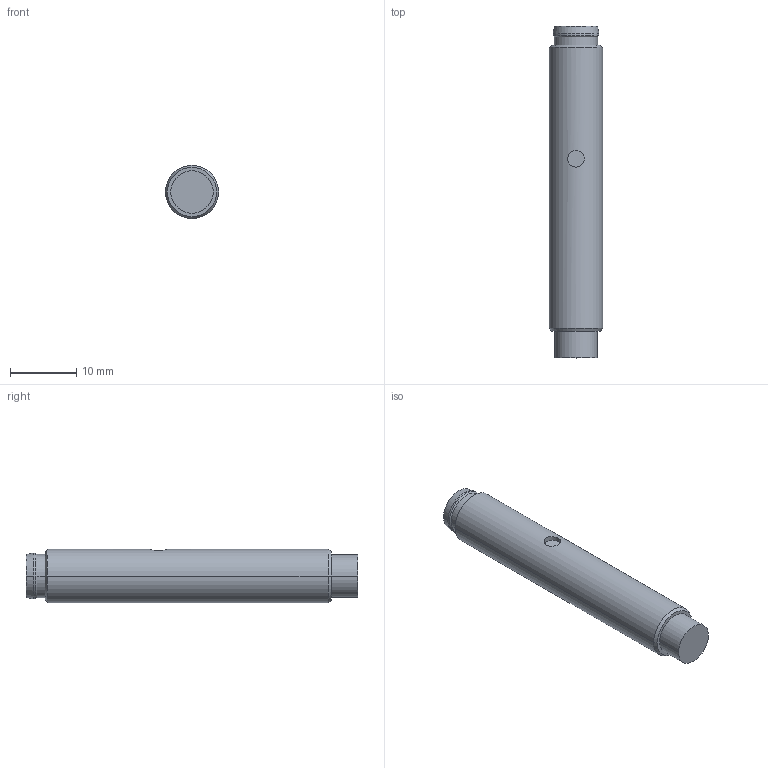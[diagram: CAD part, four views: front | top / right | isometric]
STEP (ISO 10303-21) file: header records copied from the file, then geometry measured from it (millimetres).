
FILE_DESCRIPTION((''),'2;1');
FILE_NAME('DM_CAD-1954_M_FADENKR_SCHRUMPF','2014-04-03T',('creinig-se'),(''),'PRO/ENGINEER BY PARAMETRIC TECHNOLOGY CORPORATION, 2013050','PRO/ENGINEER BY PARAMETRIC TECHNOLOGY CORPORATION, 2013050','');
FILE_SCHEMA(('CONFIG_CONTROL_DESIGN'));
Length unit declared in the file: millimetre
Products named in the file (1): DM_CAD-1954_M_FADENKR_SCHRUMPF
Bounding box: 8 x 50 x 8 mm (x, y, z)
Volume: 2388.2 mm3; surface area: 1321.2 mm2
Topology: 1 solids, 1 shells, 23 faces, 44 edges, 26 vertices
Faces by surface type: cylinder 10, cone 8, plane 5
Entity records: 870 total; most frequent: CARTESIAN_POINT 145, DIRECTION 112, ORIENTED_EDGE 88, AXIS2_PLACEMENT_3D 47, EDGE_CURVE 44, COLOUR_RGB 34, VERTEX_POINT 26, EDGE_LOOP 26
